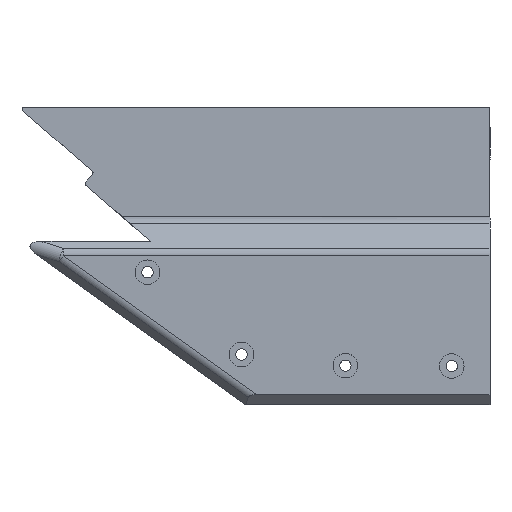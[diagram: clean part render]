
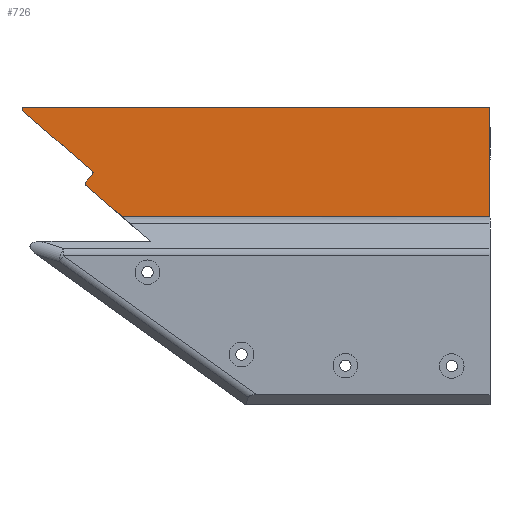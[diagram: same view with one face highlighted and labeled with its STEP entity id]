
A CAD part, top view. The second image highlights one B-rep face of the part: STEP entity #726.
In plain terms, the highlighted planar face has unit normal (0, 0, 1).
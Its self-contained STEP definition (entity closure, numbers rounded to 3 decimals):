
#45=PLANE('',#824);
#79=FACE_OUTER_BOUND('',#126,.T.);
#126=EDGE_LOOP('',(#593,#594,#595,#596,#597,#598,#599,#600,#601));
#167=LINE('',#1162,#227);
#185=LINE('',#1216,#245);
#188=LINE('',#1228,#248);
#189=LINE('',#1232,#249);
#190=LINE('',#1236,#250);
#191=LINE('',#1237,#251);
#227=VECTOR('',#943,10.);
#245=VECTOR('',#991,10.);
#248=VECTOR('',#1008,10.);
#249=VECTOR('',#1011,10.);
#250=VECTOR('',#1014,10.);
#251=VECTOR('',#1015,10.);
#301=CIRCLE('',#823,1.);
#302=CIRCLE('',#825,1.);
#303=CIRCLE('',#826,1.);
#335=VERTEX_POINT('',#1159);
#336=VERTEX_POINT('',#1161);
#357=VERTEX_POINT('',#1214);
#358=VERTEX_POINT('',#1223);
#359=VERTEX_POINT('',#1227);
#360=VERTEX_POINT('',#1229);
#361=VERTEX_POINT('',#1231);
#362=VERTEX_POINT('',#1233);
#363=VERTEX_POINT('',#1235);
#413=EDGE_CURVE('',#336,#335,#167,.T.);
#441=EDGE_CURVE('',#335,#357,#185,.T.);
#444=EDGE_CURVE('',#358,#357,#301,.T.);
#446=EDGE_CURVE('',#358,#359,#188,.T.);
#447=EDGE_CURVE('',#360,#359,#302,.T.);
#448=EDGE_CURVE('',#360,#361,#189,.T.);
#449=EDGE_CURVE('',#362,#361,#303,.T.);
#450=EDGE_CURVE('',#362,#363,#190,.T.);
#451=EDGE_CURVE('',#336,#363,#191,.T.);
#593=ORIENTED_EDGE('',*,*,#444,.F.);
#594=ORIENTED_EDGE('',*,*,#446,.T.);
#595=ORIENTED_EDGE('',*,*,#447,.F.);
#596=ORIENTED_EDGE('',*,*,#448,.T.);
#597=ORIENTED_EDGE('',*,*,#449,.F.);
#598=ORIENTED_EDGE('',*,*,#450,.T.);
#599=ORIENTED_EDGE('',*,*,#451,.F.);
#600=ORIENTED_EDGE('',*,*,#413,.T.);
#601=ORIENTED_EDGE('',*,*,#441,.T.);
#726=ADVANCED_FACE('',(#79),#45,.T.);
#823=AXIS2_PLACEMENT_3D('',#1224,#1003,#1004);
#824=AXIS2_PLACEMENT_3D('',#1226,#1006,#1007);
#825=AXIS2_PLACEMENT_3D('',#1230,#1009,#1010);
#826=AXIS2_PLACEMENT_3D('',#1234,#1012,#1013);
#943=DIRECTION('',(0.,1.,0.));
#991=DIRECTION('',(-1.,0.,0.));
#1003=DIRECTION('center_axis',(0.,0.,-1.));
#1004=DIRECTION('ref_axis',(-0.937,0.35,0.));
#1006=DIRECTION('center_axis',(0.,0.,1.));
#1007=DIRECTION('ref_axis',(1.,0.,0.));
#1008=DIRECTION('',(0.755,-0.656,0.));
#1009=DIRECTION('center_axis',(0.,0.,1.));
#1010=DIRECTION('ref_axis',(0.998,0.07,0.));
#1011=DIRECTION('',(-0.656,-0.755,0.));
#1012=DIRECTION('center_axis',(0.,0.,-1.));
#1013=DIRECTION('ref_axis',(-0.998,-0.07,0.));
#1014=DIRECTION('',(0.755,-0.656,0.));
#1015=DIRECTION('',(-1.,0.,0.));
#1159=CARTESIAN_POINT('',(118.915,145.031,-15.));
#1161=CARTESIAN_POINT('',(118.915,91.709,-15.));
#1162=CARTESIAN_POINT('',(118.915,119.871,-15.));
#1214=CARTESIAN_POINT('',(-108.12,145.031,-15.));
#1216=CARTESIAN_POINT('',(-223.891,145.031,-15.));
#1223=CARTESIAN_POINT('',(-108.776,143.276,-15.));
#1224=CARTESIAN_POINT('Origin',(-108.12,144.031,-15.));
#1226=CARTESIAN_POINT('Origin',(13.077,94.322,-15.));
#1227=CARTESIAN_POINT('',(-74.868,113.801,-15.));
#1228=CARTESIAN_POINT('',(-45.,87.836,-15.));
#1229=CARTESIAN_POINT('',(-74.77,112.39,-15.));
#1230=CARTESIAN_POINT('Origin',(-75.524,113.046,-15.));
#1231=CARTESIAN_POINT('',(-78.153,108.497,-15.));
#1232=CARTESIAN_POINT('',(-70.978,116.751,-15.));
#1233=CARTESIAN_POINT('',(-78.055,107.086,-15.));
#1234=CARTESIAN_POINT('Origin',(-77.399,107.841,-15.));
#1235=CARTESIAN_POINT('',(-60.365,91.709,-15.));
#1236=CARTESIAN_POINT('',(16.284,25.079,-15.));
#1237=CARTESIAN_POINT('',(39.536,91.709,-15.));
